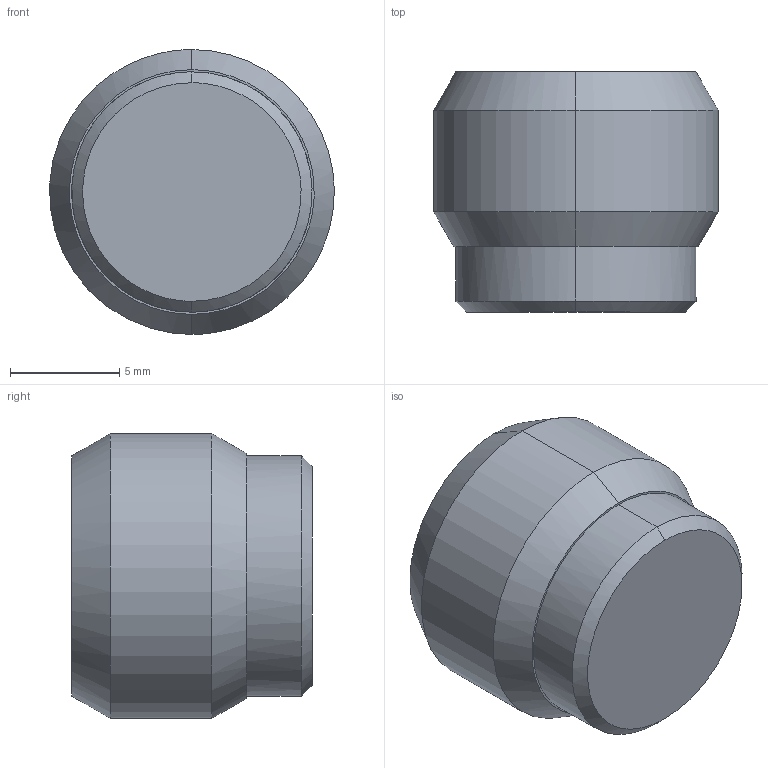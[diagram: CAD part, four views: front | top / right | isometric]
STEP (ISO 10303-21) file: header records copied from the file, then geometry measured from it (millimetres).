
FILE_DESCRIPTION (( 'STEP AP214' ), '1' );
FILE_NAME ('DRF.STOPG02_ZK.STEP', '2018-09-05T07:32:17', ( '' ), ( '' ), 'SwSTEP 2.0', 'SolidWorks 2018', '' );
FILE_SCHEMA (( 'AUTOMOTIVE_DESIGN' ));
Length unit declared in the file: millimetre
Products named in the file (1): DRF.STOPG02_ZK
Bounding box: 13.03 x 11 x 13.04 mm (x, y, z)
Volume: 1040.3 mm3; surface area: 776.7 mm2
Topology: 1 solids, 1 shells, 43 faces, 105 edges, 65 vertices
Faces by surface type: bspline 43
Entity records: 1606 total; most frequent: CARTESIAN_POINT 965, ORIENTED_EDGE 206, EDGE_CURVE 103, B_SPLINE_CURVE_WITH_KNOTS 75, VERTEX_POINT 65, EDGE_LOOP 46, FACE_OUTER_BOUND 43, ADVANCED_FACE 43
